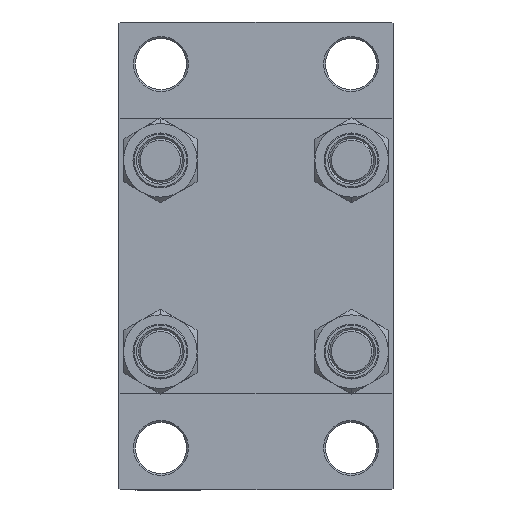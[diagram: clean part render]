
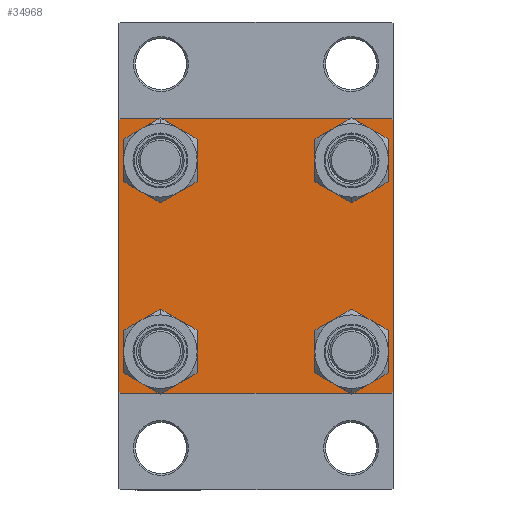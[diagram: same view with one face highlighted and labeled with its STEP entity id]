
A CAD part, left-side view. The second image highlights one B-rep face of the part: STEP entity #34968.
In plain terms, the highlighted planar face has unit normal (-1, 0, 0).
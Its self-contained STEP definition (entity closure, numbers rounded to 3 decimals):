
#654 = CARTESIAN_POINT ( 'NONE',  ( 0., 37.5, 37.5 ) ) ;
#1840 = FACE_BOUND ( 'NONE', #27257, .T. ) ;
#2082 = DIRECTION ( 'NONE',  ( -1., 0., 0. ) ) ;
#2419 = CARTESIAN_POINT ( 'NONE',  ( 0., -37.25, -37.25 ) ) ;
#2665 = ORIENTED_EDGE ( 'NONE', *, *, #31216, .T. ) ;
#3344 = EDGE_CURVE ( 'NONE', #11901, #32350, #13256, .T. ) ;
#3376 = CARTESIAN_POINT ( 'NONE',  ( 0., 37.5, -37.5 ) ) ;
#3886 = EDGE_CURVE ( 'NONE', #34557, #44584, #17690, .T. ) ;
#3987 = CARTESIAN_POINT ( 'NONE',  ( 0., 37.5, 37. ) ) ;
#4063 = VECTOR ( 'NONE', #31414, 1000. ) ;
#4568 = CARTESIAN_POINT ( 'NONE',  ( 0., -26.15, -19.65 ) ) ;
#4673 = CARTESIAN_POINT ( 'NONE',  ( 0., -26.15, 32.65 ) ) ;
#4839 = DIRECTION ( 'NONE',  ( 0., 0., 1. ) ) ;
#5043 = VERTEX_POINT ( 'NONE', #3987 ) ;
#5317 = CARTESIAN_POINT ( 'NONE',  ( 0., 26.15, -26.15 ) ) ;
#5386 = CARTESIAN_POINT ( 'NONE',  ( 0., 26.15, 26.15 ) ) ;
#5537 = ORIENTED_EDGE ( 'NONE', *, *, #42171, .F. ) ;
#5710 = PLANE ( 'NONE',  #25652 ) ;
#6264 = CARTESIAN_POINT ( 'NONE',  ( 0., -26.15, -26.15 ) ) ;
#7095 = ORIENTED_EDGE ( 'NONE', *, *, #43315, .T. ) ;
#7438 = DIRECTION ( 'NONE',  ( 0., 0., -1. ) ) ;
#7927 = VERTEX_POINT ( 'NONE', #35857 ) ;
#8017 = CIRCLE ( 'NONE', #37292, 6.5 ) ;
#8147 = CARTESIAN_POINT ( 'NONE',  ( 0., -26.15, -26.15 ) ) ;
#8259 = AXIS2_PLACEMENT_3D ( 'NONE', #18831, #26540, #37391 ) ;
#8604 = DIRECTION ( 'NONE',  ( 1., 0., 0. ) ) ;
#8780 = DIRECTION ( 'NONE',  ( 1., 0., 0. ) ) ;
#9094 = FACE_BOUND ( 'NONE', #47066, .T. ) ;
#9397 = AXIS2_PLACEMENT_3D ( 'NONE', #37286, #8604, #11728 ) ;
#9741 = ORIENTED_EDGE ( 'NONE', *, *, #35939, .T. ) ;
#9943 = ORIENTED_EDGE ( 'NONE', *, *, #38234, .T. ) ;
#9951 = VECTOR ( 'NONE', #23407, 1000. ) ;
#9965 = DIRECTION ( 'NONE',  ( 1., 0., 0. ) ) ;
#10368 = CARTESIAN_POINT ( 'NONE',  ( 0., -26.15, -32.65 ) ) ;
#11069 = AXIS2_PLACEMENT_3D ( 'NONE', #5317, #37374, #4839 ) ;
#11070 = EDGE_LOOP ( 'NONE', ( #45930, #17442, #22653, #25089, #41646, #22782, #5537, #2665 ) ) ;
#11175 = ORIENTED_EDGE ( 'NONE', *, *, #3886, .T. ) ;
#11267 = DIRECTION ( 'NONE',  ( 0., 0.707, 0.707 ) ) ;
#11666 = DIRECTION ( 'NONE',  ( 0., 0., 1. ) ) ;
#11728 = DIRECTION ( 'NONE',  ( 0., 0., 1. ) ) ;
#11901 = VERTEX_POINT ( 'NONE', #14693 ) ;
#12477 = VERTEX_POINT ( 'NONE', #10368 ) ;
#13228 = EDGE_CURVE ( 'NONE', #30277, #11901, #33254, .T. ) ;
#13256 = LINE ( 'NONE', #2419, #9951 ) ;
#13473 = AXIS2_PLACEMENT_3D ( 'NONE', #8147, #19219, #33453 ) ;
#13549 = DIRECTION ( 'NONE',  ( 0., 0.707, -0.707 ) ) ;
#14038 = LINE ( 'NONE', #40303, #23530 ) ;
#14693 = CARTESIAN_POINT ( 'NONE',  ( 0., -37., -37.5 ) ) ;
#16230 = CARTESIAN_POINT ( 'NONE',  ( 0., 26.15, 32.65 ) ) ;
#16448 = DIRECTION ( 'NONE',  ( 1., 0., 0. ) ) ;
#16941 = CARTESIAN_POINT ( 'NONE',  ( 0., 37., -37.5 ) ) ;
#17189 = EDGE_CURVE ( 'NONE', #33840, #12477, #8017, .T. ) ;
#17327 = DIRECTION ( 'NONE',  ( 0., 0., 1. ) ) ;
#17442 = ORIENTED_EDGE ( 'NONE', *, *, #24166, .T. ) ;
#17690 = CIRCLE ( 'NONE', #43872, 6.5 ) ;
#18713 = CARTESIAN_POINT ( 'NONE',  ( 0., 26.15, -32.65 ) ) ;
#18831 = CARTESIAN_POINT ( 'NONE',  ( 0., 26.15, 26.15 ) ) ;
#19219 = DIRECTION ( 'NONE',  ( 1., 0., 0. ) ) ;
#19424 = ORIENTED_EDGE ( 'NONE', *, *, #34561, .T. ) ;
#19704 = FACE_OUTER_BOUND ( 'NONE', #11070, .T. ) ;
#20715 = DIRECTION ( 'NONE',  ( 1., 0., 0. ) ) ;
#20882 = VERTEX_POINT ( 'NONE', #18713 ) ;
#21148 = VERTEX_POINT ( 'NONE', #22752 ) ;
#22004 = VERTEX_POINT ( 'NONE', #16230 ) ;
#22010 = CIRCLE ( 'NONE', #42772, 6.5 ) ;
#22653 = ORIENTED_EDGE ( 'NONE', *, *, #13228, .T. ) ;
#22752 = CARTESIAN_POINT ( 'NONE',  ( 0., -37., 37.5 ) ) ;
#22782 = ORIENTED_EDGE ( 'NONE', *, *, #22817, .T. ) ;
#22817 = EDGE_CURVE ( 'NONE', #35035, #21148, #40430, .T. ) ;
#23407 = DIRECTION ( 'NONE',  ( 0., -0.707, 0.707 ) ) ;
#23530 = VECTOR ( 'NONE', #33089, 1000. ) ;
#24166 = EDGE_CURVE ( 'NONE', #25062, #30277, #14038, .T. ) ;
#24488 = CARTESIAN_POINT ( 'NONE',  ( 0., -37.5, 37. ) ) ;
#24640 = LINE ( 'NONE', #32106, #43258 ) ;
#24664 = DIRECTION ( 'NONE',  ( 0., 0., 1. ) ) ;
#24867 = CIRCLE ( 'NONE', #31032, 6.5 ) ;
#24932 = CIRCLE ( 'NONE', #11069, 6.5 ) ;
#25062 = VERTEX_POINT ( 'NONE', #46070 ) ;
#25089 = ORIENTED_EDGE ( 'NONE', *, *, #3344, .T. ) ;
#25157 = CARTESIAN_POINT ( 'NONE',  ( 0., 26.15, -19.65 ) ) ;
#25652 = AXIS2_PLACEMENT_3D ( 'NONE', #35115, #2082, #37766 ) ;
#25784 = DIRECTION ( 'NONE',  ( 0., -1., 0. ) ) ;
#25868 = LINE ( 'NONE', #37904, #33503 ) ;
#26540 = DIRECTION ( 'NONE',  ( 1., 0., 0. ) ) ;
#27257 = EDGE_LOOP ( 'NONE', ( #47114, #7095 ) ) ;
#28028 = CARTESIAN_POINT ( 'NONE',  ( 0., -37.5, 37.5 ) ) ;
#28523 = EDGE_CURVE ( 'NONE', #22004, #37449, #43651, .T. ) ;
#30012 = ORIENTED_EDGE ( 'NONE', *, *, #17189, .T. ) ;
#30277 = VERTEX_POINT ( 'NONE', #16941 ) ;
#30542 = LINE ( 'NONE', #654, #38843 ) ;
#30674 = DIRECTION ( 'NONE',  ( 0., -1., 0. ) ) ;
#30687 = DIRECTION ( 'NONE',  ( 0., 0., 1. ) ) ;
#30889 = EDGE_CURVE ( 'NONE', #44584, #34557, #40927, .T. ) ;
#31032 = AXIS2_PLACEMENT_3D ( 'NONE', #42967, #9965, #24664 ) ;
#31167 = CIRCLE ( 'NONE', #13473, 6.5 ) ;
#31216 = EDGE_CURVE ( 'NONE', #7927, #5043, #24640, .T. ) ;
#31256 = FACE_BOUND ( 'NONE', #31551, .T. ) ;
#31414 = DIRECTION ( 'NONE',  ( 0., 0., -1. ) ) ;
#31551 = EDGE_LOOP ( 'NONE', ( #30012, #9943 ) ) ;
#31654 = CARTESIAN_POINT ( 'NONE',  ( 0., -26.15, 19.65 ) ) ;
#32106 = CARTESIAN_POINT ( 'NONE',  ( 0., 37.25, 37.25 ) ) ;
#32350 = VERTEX_POINT ( 'NONE', #40587 ) ;
#33089 = DIRECTION ( 'NONE',  ( 0., -0.707, -0.707 ) ) ;
#33254 = LINE ( 'NONE', #3376, #44822 ) ;
#33262 = EDGE_CURVE ( 'NONE', #35035, #32350, #46822, .T. ) ;
#33453 = DIRECTION ( 'NONE',  ( 0., 0., 1. ) ) ;
#33503 = VECTOR ( 'NONE', #30674, 1000. ) ;
#33840 = VERTEX_POINT ( 'NONE', #4568 ) ;
#34557 = VERTEX_POINT ( 'NONE', #31654 ) ;
#34561 = EDGE_CURVE ( 'NONE', #36324, #20882, #24867, .T. ) ;
#34668 = ORIENTED_EDGE ( 'NONE', *, *, #30889, .T. ) ;
#34870 = FACE_BOUND ( 'NONE', #40625, .T. ) ;
#34968 = ADVANCED_FACE ( 'NONE', ( #9094, #31256, #34870, #1840, #19704 ), #5710, .T. ) ;
#35035 = VERTEX_POINT ( 'NONE', #24488 ) ;
#35115 = CARTESIAN_POINT ( 'NONE',  ( 0., 0., 0. ) ) ;
#35857 = CARTESIAN_POINT ( 'NONE',  ( 0., 37., 37.5 ) ) ;
#35939 = EDGE_CURVE ( 'NONE', #20882, #36324, #24932, .T. ) ;
#36324 = VERTEX_POINT ( 'NONE', #25157 ) ;
#37286 = CARTESIAN_POINT ( 'NONE',  ( 0., -26.15, 26.15 ) ) ;
#37288 = CARTESIAN_POINT ( 'NONE',  ( 0., -37.25, 37.25 ) ) ;
#37292 = AXIS2_PLACEMENT_3D ( 'NONE', #6264, #20715, #17327 ) ;
#37374 = DIRECTION ( 'NONE',  ( 1., 0., 0. ) ) ;
#37391 = DIRECTION ( 'NONE',  ( 0., 0., 1. ) ) ;
#37405 = EDGE_CURVE ( 'NONE', #5043, #25062, #30542, .T. ) ;
#37449 = VERTEX_POINT ( 'NONE', #45951 ) ;
#37766 = DIRECTION ( 'NONE',  ( 0., 0., 1. ) ) ;
#37904 = CARTESIAN_POINT ( 'NONE',  ( 0., 37.5, 37.5 ) ) ;
#38234 = EDGE_CURVE ( 'NONE', #12477, #33840, #31167, .T. ) ;
#38843 = VECTOR ( 'NONE', #7438, 1000. ) ;
#40303 = CARTESIAN_POINT ( 'NONE',  ( 0., 37.25, -37.25 ) ) ;
#40430 = LINE ( 'NONE', #37288, #46577 ) ;
#40587 = CARTESIAN_POINT ( 'NONE',  ( 0., -37.5, -37. ) ) ;
#40625 = EDGE_LOOP ( 'NONE', ( #19424, #9741 ) ) ;
#40927 = CIRCLE ( 'NONE', #9397, 6.5 ) ;
#41646 = ORIENTED_EDGE ( 'NONE', *, *, #33262, .F. ) ;
#41783 = CARTESIAN_POINT ( 'NONE',  ( 0., -26.15, 26.15 ) ) ;
#42171 = EDGE_CURVE ( 'NONE', #7927, #21148, #25868, .T. ) ;
#42772 = AXIS2_PLACEMENT_3D ( 'NONE', #5386, #16448, #30687 ) ;
#42967 = CARTESIAN_POINT ( 'NONE',  ( 0., 26.15, -26.15 ) ) ;
#43258 = VECTOR ( 'NONE', #13549, 1000. ) ;
#43315 = EDGE_CURVE ( 'NONE', #37449, #22004, #22010, .T. ) ;
#43651 = CIRCLE ( 'NONE', #8259, 6.5 ) ;
#43872 = AXIS2_PLACEMENT_3D ( 'NONE', #41783, #8780, #11666 ) ;
#44584 = VERTEX_POINT ( 'NONE', #4673 ) ;
#44822 = VECTOR ( 'NONE', #25784, 1000. ) ;
#45930 = ORIENTED_EDGE ( 'NONE', *, *, #37405, .T. ) ;
#45951 = CARTESIAN_POINT ( 'NONE',  ( 0., 26.15, 19.65 ) ) ;
#46070 = CARTESIAN_POINT ( 'NONE',  ( 0., 37.5, -37. ) ) ;
#46577 = VECTOR ( 'NONE', #11267, 1000. ) ;
#46822 = LINE ( 'NONE', #28028, #4063 ) ;
#47066 = EDGE_LOOP ( 'NONE', ( #34668, #11175 ) ) ;
#47114 = ORIENTED_EDGE ( 'NONE', *, *, #28523, .T. ) ;
